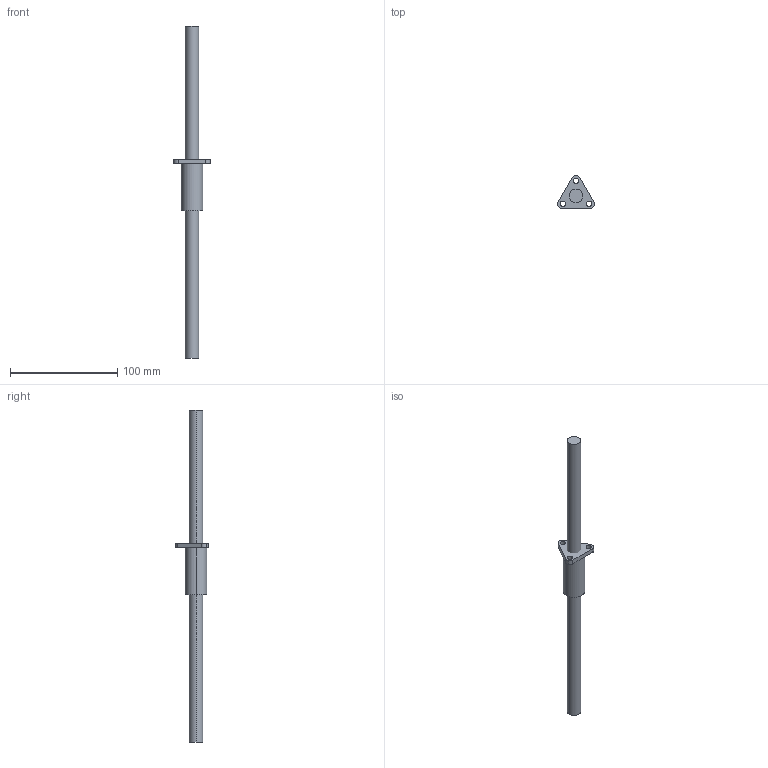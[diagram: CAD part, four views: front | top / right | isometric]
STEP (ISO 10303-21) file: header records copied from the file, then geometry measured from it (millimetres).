
FILE_DESCRIPTION((''),'2;1');
FILE_NAME('LeadScrewAssy.stp','2007-01-12T19:52:37',('uidk0133'),(''),'Autodesk Inventor (R) 6.0','Autodesk Inventor (R) 6.0','');
FILE_SCHEMA(('AUTOMOTIVE_DESIGN { 1 0 10303 214 1 1 1 1 }'));
Length unit declared in the file: inch
Products named in the file (3): LeadScrewAssy; LeadScrew; LeadScrewNut
Assembly tree (2 placements, depth 2):
  LeadScrewAssy
    LeadScrew
    LeadScrewNut
Bounding box: 34.14 x 30.64 x 310 mm (x, y, z)
Volume: 51972.4 mm3; surface area: 18670.8 mm2
Topology: 2 solids, 2 shells, 28 faces, 67 edges, 44 vertices
Faces by surface type: cylinder 10, plane 8, bspline 8, cone 2
Entity records: 1042 total; most frequent: CARTESIAN_POINT 280, DIRECTION 155, ORIENTED_EDGE 134, EDGE_CURVE 67, AXIS2_PLACEMENT_3D 63, VERTEX_POINT 44, CIRCLE 38, EDGE_LOOP 37
